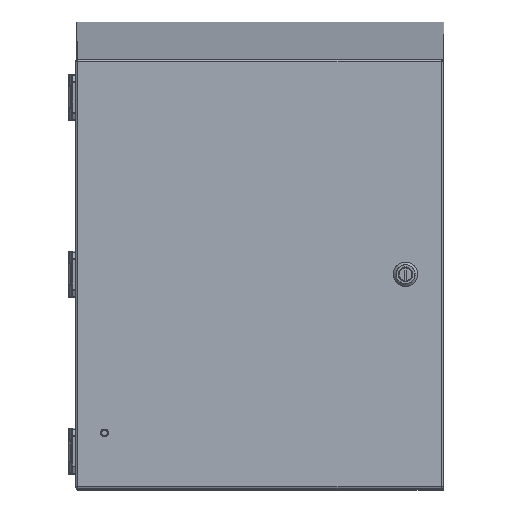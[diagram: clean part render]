
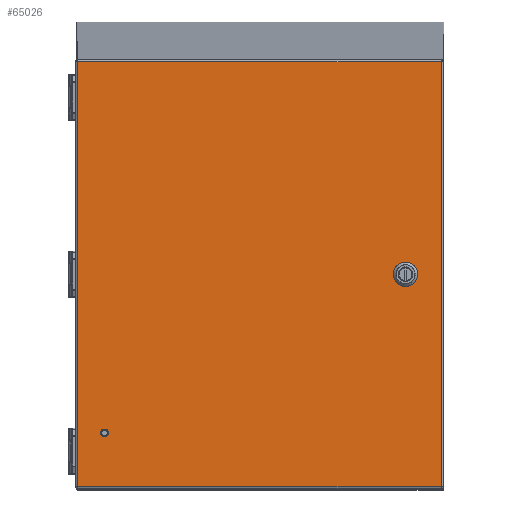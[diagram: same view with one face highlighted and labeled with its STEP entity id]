
A CAD part, top view. The second image highlights one B-rep face of the part: STEP entity #65026.
In plain terms, the highlighted planar face has unit normal (0, 0, 1).
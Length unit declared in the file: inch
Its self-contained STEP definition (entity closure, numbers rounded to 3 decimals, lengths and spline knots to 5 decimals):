
#1293 = DIRECTION ( 'NONE',  ( 0.707, -0.707, 0. ) ) ;
#1674 = CARTESIAN_POINT ( 'NONE',  ( -5.97055, 6.91, 8.18453 ) ) ;
#1773 = VECTOR ( 'NONE', #52047, 39.37008 ) ;
#2393 = LINE ( 'NONE', #43904, #39503 ) ;
#6101 = DIRECTION ( 'NONE',  ( 0., 1., 0. ) ) ;
#7852 = LINE ( 'NONE', #58747, #100047 ) ;
#7971 = VERTEX_POINT ( 'NONE', #81254 ) ;
#9109 = VECTOR ( 'NONE', #44225, 39.37008 ) ;
#10245 = DIRECTION ( 'NONE',  ( 1., 0., 0. ) ) ;
#10297 = EDGE_CURVE ( 'NONE', #54777, #78270, #68060, .T. ) ;
#10996 = CARTESIAN_POINT ( 'NONE',  ( -4.9375, -5.16, 8.18453 ) ) ;
#11355 = DIRECTION ( 'NONE',  ( 1., 0., 0. ) ) ;
#15067 = AXIS2_PLACEMENT_3D ( 'NONE', #22569, #89005, #38675 ) ;
#15765 = AXIS2_PLACEMENT_3D ( 'NONE', #26398, #93876, #10245 ) ;
#16917 = CIRCLE ( 'NONE', #78783, 0.32 ) ;
#17658 = LINE ( 'NONE', #85130, #9109 ) ;
#20675 = PLANE ( 'NONE',  #29247 ) ;
#22378 = ORIENTED_EDGE ( 'NONE', *, *, #59952, .T. ) ;
#22569 = CARTESIAN_POINT ( 'NONE',  ( 4.75145, 0., 8.18453 ) ) ;
#23293 = CARTESIAN_POINT ( 'NONE',  ( 5.90945, 6.97, 8.18453 ) ) ;
#23972 = VECTOR ( 'NONE', #57279, 39.37008 ) ;
#24617 = CIRCLE ( 'NONE', #15765, 0.32 ) ;
#26398 = CARTESIAN_POINT ( 'NONE',  ( 4.75145, 0., 8.18453 ) ) ;
#27054 = CARTESIAN_POINT ( 'NONE',  ( -5.91055, -6.91, 8.18453 ) ) ;
#27199 = VERTEX_POINT ( 'NONE', #72506 ) ;
#27803 = DIRECTION ( 'NONE',  ( 0., 0., 1. ) ) ;
#28272 = VERTEX_POINT ( 'NONE', #10996 ) ;
#29247 = AXIS2_PLACEMENT_3D ( 'NONE', #35699, #70449, #103213 ) ;
#31055 = VERTEX_POINT ( 'NONE', #33164 ) ;
#32434 = ORIENTED_EDGE ( 'NONE', *, *, #89624, .F. ) ;
#33164 = CARTESIAN_POINT ( 'NONE',  ( 4.66301, -0.30753, 8.18453 ) ) ;
#33833 = EDGE_CURVE ( 'NONE', #59619, #53945, #82480, .T. ) ;
#35545 = DIRECTION ( 'NONE',  ( 1., 0., 0. ) ) ;
#35699 = CARTESIAN_POINT ( 'NONE',  ( -0.00055, 0., 8.18453 ) ) ;
#36488 = LINE ( 'NONE', #69057, #96678 ) ;
#36543 = LINE ( 'NONE', #1674, #1773 ) ;
#36727 = VECTOR ( 'NONE', #102463, 39.37008 ) ;
#38020 = CARTESIAN_POINT ( 'NONE',  ( 2.17746, 2.17801, 8.18453 ) ) ;
#38675 = DIRECTION ( 'NONE',  ( 1., 0., 0. ) ) ;
#39288 = CARTESIAN_POINT ( 'NONE',  ( 4.66301, 0.30753, 8.18453 ) ) ;
#39503 = VECTOR ( 'NONE', #1293, 39.37008 ) ;
#41948 = CARTESIAN_POINT ( 'NONE',  ( 5.90945, 6.91, 8.18453 ) ) ;
#43904 = CARTESIAN_POINT ( 'NONE',  ( 2.57344, 2.57399, 8.18453 ) ) ;
#44225 = DIRECTION ( 'NONE',  ( 0., -1., 0. ) ) ;
#45894 = AXIS2_PLACEMENT_3D ( 'NONE', #107823, #69855, #69307 ) ;
#47276 = CARTESIAN_POINT ( 'NONE',  ( 5.90945, -6.91, 8.18453 ) ) ;
#47277 = CIRCLE ( 'NONE', #100284, 0.32 ) ;
#48543 = CARTESIAN_POINT ( 'NONE',  ( 4.8399, -0.30753, 8.18453 ) ) ;
#49423 = VERTEX_POINT ( 'NONE', #39288 ) ;
#51602 = EDGE_CURVE ( 'NONE', #28272, #28272, #52883, .T. ) ;
#52047 = DIRECTION ( 'NONE',  ( -1., 0., 0. ) ) ;
#52363 = VERTEX_POINT ( 'NONE', #102235 ) ;
#52648 = CARTESIAN_POINT ( 'NONE',  ( 4.75145, 0., 8.18453 ) ) ;
#52821 = FACE_OUTER_BOUND ( 'NONE', #60403, .T. ) ;
#52883 = CIRCLE ( 'NONE', #45894, 0.09805 ) ;
#53475 = DIRECTION ( 'NONE',  ( 0., 0., 1. ) ) ;
#53945 = VERTEX_POINT ( 'NONE', #41948 ) ;
#54777 = VERTEX_POINT ( 'NONE', #72817 ) ;
#56428 = ORIENTED_EDGE ( 'NONE', *, *, #65299, .T. ) ;
#57279 = DIRECTION ( 'NONE',  ( -0.707, 0.707, 0. ) ) ;
#58747 = CARTESIAN_POINT ( 'NONE',  ( 5.96945, -6.91, 8.18453 ) ) ;
#58769 = EDGE_CURVE ( 'NONE', #94635, #49423, #47277, .T. ) ;
#59619 = VERTEX_POINT ( 'NONE', #47276 ) ;
#59952 = EDGE_CURVE ( 'NONE', #53945, #27199, #36543, .T. ) ;
#60403 = EDGE_LOOP ( 'NONE', ( #79317, #22378, #104601, #77106 ) ) ;
#60539 = CARTESIAN_POINT ( 'NONE',  ( 5.05899, 0.08845, 8.18453 ) ) ;
#63011 = VERTEX_POINT ( 'NONE', #27054 ) ;
#65026 = ADVANCED_FACE ( 'NONE', ( #69894, #78256, #52821 ), #20675, .T. ) ;
#65299 = EDGE_CURVE ( 'NONE', #31055, #7971, #88345, .T. ) ;
#65494 = ORIENTED_EDGE ( 'NONE', *, *, #51602, .F. ) ;
#65888 = EDGE_CURVE ( 'NONE', #63011, #59619, #7852, .T. ) ;
#66955 = CARTESIAN_POINT ( 'NONE',  ( 2.57344, -2.57399, 8.18453 ) ) ;
#68060 = LINE ( 'NONE', #66955, #36727 ) ;
#69057 = CARTESIAN_POINT ( 'NONE',  ( 2.17746, -2.17801, 8.18453 ) ) ;
#69307 = DIRECTION ( 'NONE',  ( 1., 0., 0. ) ) ;
#69779 = EDGE_CURVE ( 'NONE', #54777, #76359, #76871, .T. ) ;
#69855 = DIRECTION ( 'NONE',  ( 0., 0., 1. ) ) ;
#69894 = FACE_BOUND ( 'NONE', #103831, .T. ) ;
#69993 = CARTESIAN_POINT ( 'NONE',  ( 4.75145, 0., 8.18453 ) ) ;
#70449 = DIRECTION ( 'NONE',  ( 0., 0., 1. ) ) ;
#72506 = CARTESIAN_POINT ( 'NONE',  ( -5.91055, 6.91, 8.18453 ) ) ;
#72817 = CARTESIAN_POINT ( 'NONE',  ( 5.05899, -0.08845, 8.18453 ) ) ;
#76359 = VERTEX_POINT ( 'NONE', #60539 ) ;
#76871 = CIRCLE ( 'NONE', #15067, 0.32 ) ;
#77106 = ORIENTED_EDGE ( 'NONE', *, *, #65888, .T. ) ;
#78256 = FACE_BOUND ( 'NONE', #80127, .T. ) ;
#78270 = VERTEX_POINT ( 'NONE', #48543 ) ;
#78783 = AXIS2_PLACEMENT_3D ( 'NONE', #69993, #53475, #11355 ) ;
#79317 = ORIENTED_EDGE ( 'NONE', *, *, #33833, .T. ) ;
#80127 = EDGE_LOOP ( 'NONE', ( #65494 ) ) ;
#81232 = ORIENTED_EDGE ( 'NONE', *, *, #10297, .T. ) ;
#81254 = CARTESIAN_POINT ( 'NONE',  ( 4.44392, -0.08845, 8.18453 ) ) ;
#82480 = LINE ( 'NONE', #23293, #96742 ) ;
#83663 = EDGE_CURVE ( 'NONE', #52363, #7971, #24617, .T. ) ;
#85130 = CARTESIAN_POINT ( 'NONE',  ( -5.91055, -6.97, 8.18453 ) ) ;
#86171 = EDGE_CURVE ( 'NONE', #27199, #63011, #17658, .T. ) ;
#87759 = ORIENTED_EDGE ( 'NONE', *, *, #96494, .T. ) ;
#88345 = LINE ( 'NONE', #38020, #23972 ) ;
#89005 = DIRECTION ( 'NONE',  ( 0., 0., 1. ) ) ;
#89624 = EDGE_CURVE ( 'NONE', #31055, #78270, #16917, .T. ) ;
#90224 = ORIENTED_EDGE ( 'NONE', *, *, #69779, .F. ) ;
#93876 = DIRECTION ( 'NONE',  ( 0., 0., 1. ) ) ;
#94635 = VERTEX_POINT ( 'NONE', #102038 ) ;
#95699 = DIRECTION ( 'NONE',  ( 0.707, 0.707, 0. ) ) ;
#95969 = ORIENTED_EDGE ( 'NONE', *, *, #83663, .F. ) ;
#96494 = EDGE_CURVE ( 'NONE', #94635, #76359, #2393, .T. ) ;
#96678 = VECTOR ( 'NONE', #95699, 39.37008 ) ;
#96742 = VECTOR ( 'NONE', #6101, 39.37008 ) ;
#99296 = ORIENTED_EDGE ( 'NONE', *, *, #58769, .F. ) ;
#100047 = VECTOR ( 'NONE', #102002, 39.37008 ) ;
#100247 = EDGE_CURVE ( 'NONE', #52363, #49423, #36488, .T. ) ;
#100284 = AXIS2_PLACEMENT_3D ( 'NONE', #52648, #27803, #35545 ) ;
#102002 = DIRECTION ( 'NONE',  ( 1., 0., 0. ) ) ;
#102038 = CARTESIAN_POINT ( 'NONE',  ( 4.8399, 0.30753, 8.18453 ) ) ;
#102235 = CARTESIAN_POINT ( 'NONE',  ( 4.44392, 0.08845, 8.18453 ) ) ;
#102463 = DIRECTION ( 'NONE',  ( -0.707, -0.707, 0. ) ) ;
#103213 = DIRECTION ( 'NONE',  ( 1., 0., 0. ) ) ;
#103831 = EDGE_LOOP ( 'NONE', ( #95969, #109456, #99296, #87759, #90224, #81232, #32434, #56428 ) ) ;
#104601 = ORIENTED_EDGE ( 'NONE', *, *, #86171, .T. ) ;
#107823 = CARTESIAN_POINT ( 'NONE',  ( -5.03555, -5.16, 8.18453 ) ) ;
#109456 = ORIENTED_EDGE ( 'NONE', *, *, #100247, .T. ) ;
